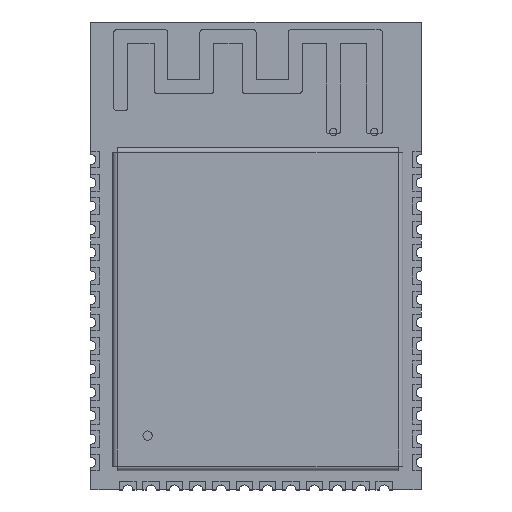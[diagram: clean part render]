
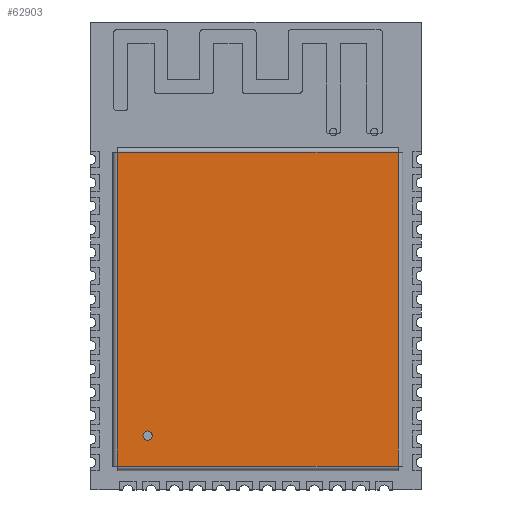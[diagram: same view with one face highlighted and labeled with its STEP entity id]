
A CAD part, top view. The second image highlights one B-rep face of the part: STEP entity #62903.
In plain terms, the highlighted planar face has unit normal (0, 0, 1).
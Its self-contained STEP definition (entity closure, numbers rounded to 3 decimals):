
#1146 = CARTESIAN_POINT ( 'NONE',  ( 7.65, -8.55, 2.3 ) ) ;
#2042 = AXIS2_PLACEMENT_3D ( 'NONE', #61798, #27364, #50459 ) ;
#3721 = CARTESIAN_POINT ( 'NONE',  ( 7.65, 8.8, 2.3 ) ) ;
#5631 = CARTESIAN_POINT ( 'NONE',  ( -6.01, -6.89, 2.3 ) ) ;
#7029 = CARTESIAN_POINT ( 'NONE',  ( 7.9, -8.55, 2.3 ) ) ;
#7308 = VECTOR ( 'NONE', #19174, 1000. ) ;
#8260 = EDGE_CURVE ( 'NONE', #16125, #62210, #23727, .T. ) ;
#9585 = ORIENTED_EDGE ( 'NONE', *, *, #16422, .F. ) ;
#10871 = CIRCLE ( 'NONE', #53251, 0.25 ) ;
#11906 = FACE_BOUND ( 'NONE', #52352, .T. ) ;
#16125 = VERTEX_POINT ( 'NONE', #46756 ) ;
#16422 = EDGE_CURVE ( 'NONE', #60233, #73193, #34671, .T. ) ;
#16776 = CARTESIAN_POINT ( 'NONE',  ( -7.65, -8.8, 2.3 ) ) ;
#18063 = ORIENTED_EDGE ( 'NONE', *, *, #42052, .T. ) ;
#18446 = LINE ( 'NONE', #7029, #33560 ) ;
#19174 = DIRECTION ( 'NONE',  ( -1., 0., 0. ) ) ;
#22613 = VECTOR ( 'NONE', #27375, 1000. ) ;
#23727 = LINE ( 'NONE', #58166, #7308 ) ;
#24216 = DIRECTION ( 'NONE',  ( 0., 0., 1. ) ) ;
#24400 = ORIENTED_EDGE ( 'NONE', *, *, #59946, .T. ) ;
#25526 = CARTESIAN_POINT ( 'NONE',  ( -7.65, -8.55, 2.3 ) ) ;
#26237 = DIRECTION ( 'NONE',  ( 1., 0., 0. ) ) ;
#26853 = DIRECTION ( 'NONE',  ( 0., 1., 0. ) ) ;
#27003 = EDGE_CURVE ( 'NONE', #73193, #60233, #10871, .T. ) ;
#27211 = ORIENTED_EDGE ( 'NONE', *, *, #8260, .T. ) ;
#27364 = DIRECTION ( 'NONE',  ( 0., 0., 1. ) ) ;
#27375 = DIRECTION ( 'NONE',  ( 0., -1., 0. ) ) ;
#28019 = VERTEX_POINT ( 'NONE', #25526 ) ;
#29907 = VECTOR ( 'NONE', #26853, 1000. ) ;
#33520 = CARTESIAN_POINT ( 'NONE',  ( -5.76, -6.89, 2.3 ) ) ;
#33560 = VECTOR ( 'NONE', #26237, 1000. ) ;
#34671 = CIRCLE ( 'NONE', #2042, 0.25 ) ;
#38663 = CARTESIAN_POINT ( 'NONE',  ( 0., 0., 2.3 ) ) ;
#41004 = ORIENTED_EDGE ( 'NONE', *, *, #64979, .T. ) ;
#42052 = EDGE_CURVE ( 'NONE', #28019, #46388, #18446, .T. ) ;
#42967 = CARTESIAN_POINT ( 'NONE',  ( -6.26, -6.89, 2.3 ) ) ;
#43641 = PLANE ( 'NONE',  #55440 ) ;
#46388 = VERTEX_POINT ( 'NONE', #1146 ) ;
#46756 = CARTESIAN_POINT ( 'NONE',  ( 7.65, 8.55, 2.3 ) ) ;
#47716 = ORIENTED_EDGE ( 'NONE', *, *, #27003, .F. ) ;
#49308 = DIRECTION ( 'NONE',  ( 0., 0., 1. ) ) ;
#49567 = LINE ( 'NONE', #3721, #29907 ) ;
#50459 = DIRECTION ( 'NONE',  ( 1., 0., 0. ) ) ;
#52352 = EDGE_LOOP ( 'NONE', ( #47716, #9585 ) ) ;
#53251 = AXIS2_PLACEMENT_3D ( 'NONE', #5631, #24216, #70335 ) ;
#55440 = AXIS2_PLACEMENT_3D ( 'NONE', #38663, #49308, #67435 ) ;
#58166 = CARTESIAN_POINT ( 'NONE',  ( -7.9, 8.55, 2.3 ) ) ;
#59946 = EDGE_CURVE ( 'NONE', #62210, #28019, #62568, .T. ) ;
#60233 = VERTEX_POINT ( 'NONE', #42967 ) ;
#61798 = CARTESIAN_POINT ( 'NONE',  ( -6.01, -6.89, 2.3 ) ) ;
#62210 = VERTEX_POINT ( 'NONE', #68079 ) ;
#62568 = LINE ( 'NONE', #16776, #22613 ) ;
#62903 = ADVANCED_FACE ( 'NONE', ( #11906, #66681 ), #43641, .T. ) ;
#64446 = EDGE_LOOP ( 'NONE', ( #27211, #24400, #18063, #41004 ) ) ;
#64979 = EDGE_CURVE ( 'NONE', #46388, #16125, #49567, .T. ) ;
#66681 = FACE_OUTER_BOUND ( 'NONE', #64446, .T. ) ;
#67435 = DIRECTION ( 'NONE',  ( 1., 0., 0. ) ) ;
#68079 = CARTESIAN_POINT ( 'NONE',  ( -7.65, 8.55, 2.3 ) ) ;
#70335 = DIRECTION ( 'NONE',  ( 1., 0., 0. ) ) ;
#73193 = VERTEX_POINT ( 'NONE', #33520 ) ;
